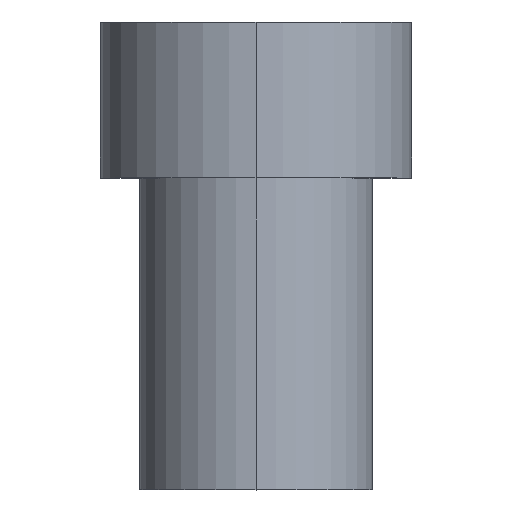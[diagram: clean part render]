
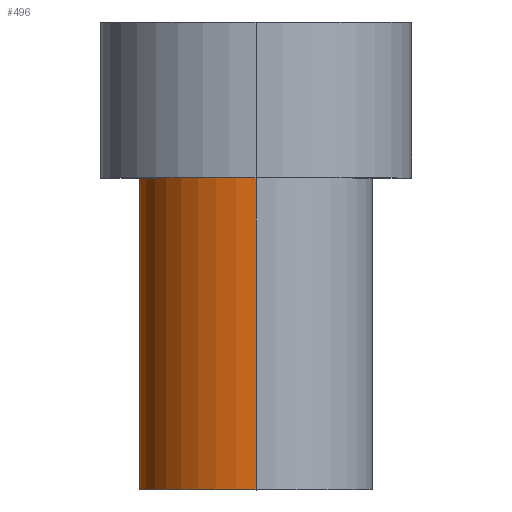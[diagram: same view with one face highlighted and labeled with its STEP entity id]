
A CAD part, top view. The second image highlights one B-rep face of the part: STEP entity #496.
In plain terms, the highlighted cylindrical face has radius 11.25 mm (diameter 22.5 mm), a partial arc.
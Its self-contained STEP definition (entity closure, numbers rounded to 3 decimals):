
#425=CARTESIAN_POINT('POINT27',(0.,0.,11.25));
#426=VERTEX_POINT('VERTEX27',#425);
#427=CARTESIAN_POINT('POINT28',(0.,0.,
   -11.25));
#428=VERTEX_POINT('VERTEX28',#427);
#429=CARTESIAN_POINT('POS50',(0.,0.,0.));
#430=DIRECTION('DIR68',(0.,1.,0.));
#431=DIRECTION('DIR69',(0.,0.,1.));
#432=AXIS2_PLACEMENT_3D('AXIS19',#429,#430,#431);
#433=CIRCLE('ELLIPSE5',#432,11.25);
#434=EDGE_CURVE('EDGE40',#426,#428,#433,.F.);
#454=CARTESIAN_POINT('POINT29',(0.,-30.,11.25));
#455=VERTEX_POINT('VERTEX29',#454);
#456=CARTESIAN_POINT('POINT30',(0.,-30.,
   -11.25));
#457=VERTEX_POINT('VERTEX30',#456);
#458=CARTESIAN_POINT('POS52',(0.,-30.,0.));
#459=DIRECTION('DIR72',(0.,-1.,0.));
#460=DIRECTION('DIR73',(0.,0.,1.));
#461=AXIS2_PLACEMENT_3D('AXIS21',#458,#459,#460);
#462=CIRCLE('ELLIPSE6',#461,11.25);
#463=EDGE_CURVE('EDGE42',#455,#457,#462,.T.);
#475=CARTESIAN_POINT('POS54',(0.,-15.,
   11.25));
#476=DIRECTION('DIR76',(0.,1.,0.));
#477=VECTOR('VEC32',#476,1.);
#478=LINE('STRAIGHT32',#475,#477);
#479=EDGE_CURVE('EDGE44',#455,#426,#478,.T.);
#480=ORIENTED_EDGE('COEDGE83',*,*,#479,.T.);
#481=ORIENTED_EDGE('COEDGE84',*,*,#434,.T.);
#482=CARTESIAN_POINT('POS55',(0.,-15.,
   -11.25));
#483=DIRECTION('DIR77',(0.,-1.,0.));
#484=VECTOR('VEC33',#483,1.);
#485=LINE('STRAIGHT33',#482,#484);
#486=EDGE_CURVE('EDGE45',#428,#457,#485,.T.);
#487=ORIENTED_EDGE('COEDGE85',*,*,#486,.T.);
#488=ORIENTED_EDGE('COEDGE86',*,*,#463,.F.);
#489=EDGE_LOOP('NONE',(#480,#481,#487,#488));
#490=FACE_BOUND('LOOP1',#489,.T.);
#491=CARTESIAN_POINT('POS56',(0.,-15.,0.));
#492=DIRECTION('DIR78',(0.,1.,0.));
#493=DIRECTION('DIR79',(0.,0.,1.));
#494=AXIS2_PLACEMENT_3D('AXIS23',#491,#492,#493);
#495=CYLINDRICAL_SURFACE('CONE_SURF2',#494,11.25);
#496=ADVANCED_FACE('FACE18',(#490),#495,.T.);
